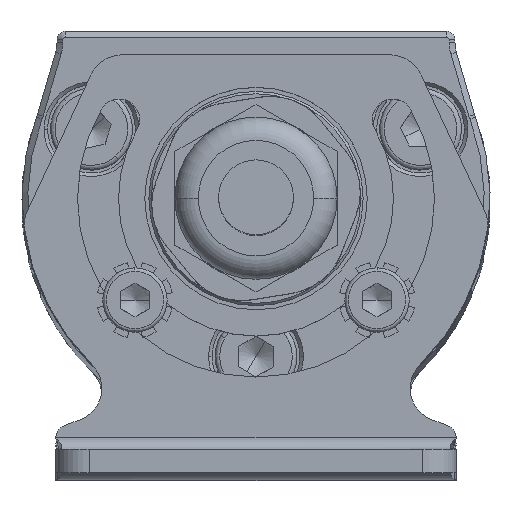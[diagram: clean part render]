
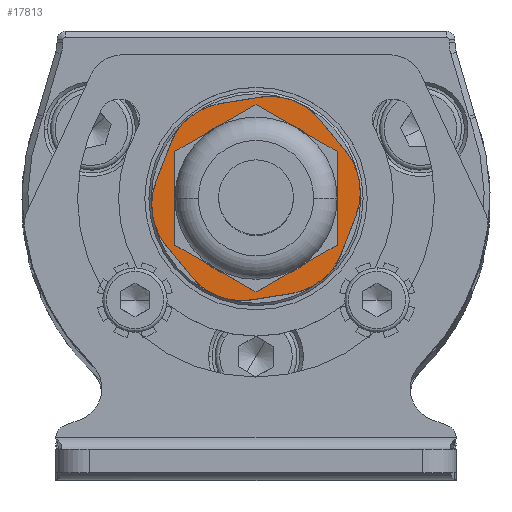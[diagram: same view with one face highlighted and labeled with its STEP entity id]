
A CAD part, top view. The second image highlights one B-rep face of the part: STEP entity #17813.
In plain terms, the highlighted planar face has unit normal (0, 0, 1).
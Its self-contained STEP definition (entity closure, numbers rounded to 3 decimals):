
#35 = AXIS2_PLACEMENT_3D ( 'NONE', #8875, #2757, #15201 ) ;
#287 = CARTESIAN_POINT ( 'NONE',  ( -14.07, 6.13, 69. ) ) ;
#525 = VERTEX_POINT ( 'NONE', #36736 ) ;
#1146 = ORIENTED_EDGE ( 'NONE', *, *, #39650, .F. ) ;
#1445 = DIRECTION ( 'NONE',  ( 0., 0., -1. ) ) ;
#1904 = VERTEX_POINT ( 'NONE', #287 ) ;
#2757 = DIRECTION ( 'NONE',  ( 0., 0., -1. ) ) ;
#2942 = VERTEX_POINT ( 'NONE', #17044 ) ;
#3512 = DIRECTION ( 'NONE',  ( -0.63, 0.776, 0. ) ) ;
#3552 = EDGE_CURVE ( 'NONE', #1904, #30819, #33541, .T. ) ;
#4065 = CARTESIAN_POINT ( 'NONE',  ( -3.338, 2.026, 69. ) ) ;
#4078 = CARTESIAN_POINT ( 'NONE',  ( -7.705, 7.405, 69. ) ) ;
#4258 = PLANE ( 'NONE',  #33198 ) ;
#4807 = AXIS2_PLACEMENT_3D ( 'NONE', #4065, #38236, #10364 ) ;
#5180 = VECTOR ( 'NONE', #19264, 1000. ) ;
#5255 = ORIENTED_EDGE ( 'NONE', *, *, #26015, .F. ) ;
#5564 = ORIENTED_EDGE ( 'NONE', *, *, #24371, .F. ) ;
#5803 = EDGE_CURVE ( 'NONE', #2942, #1904, #37743, .T. ) ;
#5818 = CARTESIAN_POINT ( 'NONE',  ( -10.52, 9.477, 69. ) ) ;
#6251 = CARTESIAN_POINT ( 'NONE',  ( -15.565, 2.221, 69. ) ) ;
#6387 = CIRCLE ( 'NONE', #18742, 5.49 ) ;
#6461 = VECTOR ( 'NONE', #27799, 1000. ) ;
#6565 = CARTESIAN_POINT ( 'NONE',  ( -8.942, 4.169, 69. ) ) ;
#6624 = CARTESIAN_POINT ( 'NONE',  ( -7.13, -7.177, 69. ) ) ;
#7080 = CARTESIAN_POINT ( 'NONE',  ( -3.709, -6.631, 69. ) ) ;
#8254 = CARTESIAN_POINT ( 'NONE',  ( -9.808, 9.591, 69. ) ) ;
#8810 = VERTEX_POINT ( 'NONE', #4078 ) ;
#8875 = CARTESIAN_POINT ( 'NONE',  ( -6.758, 1.48, 69. ) ) ;
#9083 = LINE ( 'NONE', #34701, #5180 ) ;
#9441 = EDGE_CURVE ( 'NONE', #38429, #23091, #36514, .T. ) ;
#9713 = VERTEX_POINT ( 'NONE', #14329 ) ;
#10280 = DIRECTION ( 'NONE',  ( 0., 0., -1. ) ) ;
#10364 = DIRECTION ( 'NONE',  ( 0.987, 0.158, 0. ) ) ;
#10771 = FACE_OUTER_BOUND ( 'NONE', #30637, .T. ) ;
#12597 = AXIS2_PLACEMENT_3D ( 'NONE', #38151, #10280, #22701 ) ;
#12605 = ORIENTED_EDGE ( 'NONE', *, *, #12740, .T. ) ;
#12740 = EDGE_CURVE ( 'NONE', #8810, #525, #17630, .T. ) ;
#13934 = CARTESIAN_POINT ( 'NONE',  ( -14.441, -2.526, 69. ) ) ;
#14047 = FACE_BOUND ( 'NONE', #24532, .T. ) ;
#14329 = CARTESIAN_POINT ( 'NONE',  ( -6.387, 10.137, 69. ) ) ;
#15060 = VERTEX_POINT ( 'NONE', #27708 ) ;
#15074 = VECTOR ( 'NONE', #15202, 1000. ) ;
#15201 = DIRECTION ( 'NONE',  ( -0.158, 0.987, 0. ) ) ;
#15202 = DIRECTION ( 'NONE',  ( 0.987, 0.158, 0. ) ) ;
#15377 = DIRECTION ( 'NONE',  ( 0., 0., -1. ) ) ;
#15597 = ORIENTED_EDGE ( 'NONE', *, *, #23747, .F. ) ;
#16692 = DIRECTION ( 'NONE',  ( 0., 0., 1. ) ) ;
#17044 = CARTESIAN_POINT ( 'NONE',  ( -15.307, 2.895, 69. ) ) ;
#17177 = CIRCLE ( 'NONE', #12597, 6. ) ;
#17630 = CIRCLE ( 'NONE', #35, 6. ) ;
#17632 = DIRECTION ( 'NONE',  ( -0.357, -0.934, 0. ) ) ;
#17813 = ADVANCED_FACE ( 'NONE', ( #14047, #10771 ), #4258, .T. ) ;
#17991 = ORIENTED_EDGE ( 'NONE', *, *, #27984, .F. ) ;
#18030 = DIRECTION ( 'NONE',  ( -0.357, -0.934, 0. ) ) ;
#18164 = DIRECTION ( 'NONE',  ( 0., 0., -1. ) ) ;
#18517 = EDGE_CURVE ( 'NONE', #30819, #9713, #34280, .T. ) ;
#18643 = CARTESIAN_POINT ( 'NONE',  ( -11.803, -5.776, 69. ) ) ;
#18742 = AXIS2_PLACEMENT_3D ( 'NONE', #27315, #18164, #28709 ) ;
#18984 = DIRECTION ( 'NONE',  ( 0., 0., -1. ) ) ;
#19264 = DIRECTION ( 'NONE',  ( -0.987, -0.158, 0. ) ) ;
#19373 = DIRECTION ( 'NONE',  ( 0.63, -0.776, 0. ) ) ;
#19460 = DIRECTION ( 'NONE',  ( 0.357, 0.934, 0. ) ) ;
#19511 = VERTEX_POINT ( 'NONE', #36145 ) ;
#19573 = CARTESIAN_POINT ( 'NONE',  ( -4.575, -1.209, 69. ) ) ;
#20818 = CARTESIAN_POINT ( 'NONE',  ( -5.521, 4.716, 69. ) ) ;
#21286 = CARTESIAN_POINT ( 'NONE',  ( -1.714, 8.736, 69. ) ) ;
#21405 = DIRECTION ( 'NONE',  ( 0.357, 0.934, 0. ) ) ;
#21897 = LINE ( 'NONE', #18643, #6461 ) ;
#22511 = AXIS2_PLACEMENT_3D ( 'NONE', #6565, #18984, #3512 ) ;
#22701 = DIRECTION ( 'NONE',  ( -0.158, 0.987, 0. ) ) ;
#22857 = ORIENTED_EDGE ( 'NONE', *, *, #9441, .F. ) ;
#23091 = VERTEX_POINT ( 'NONE', #28458 ) ;
#23747 = EDGE_CURVE ( 'NONE', #34401, #25312, #36960, .T. ) ;
#23978 = AXIS2_PLACEMENT_3D ( 'NONE', #36498, #15377, #18030 ) ;
#24060 = VERTEX_POINT ( 'NONE', #7080 ) ;
#24371 = EDGE_CURVE ( 'NONE', #24060, #34401, #9083, .T. ) ;
#24532 = EDGE_LOOP ( 'NONE', ( #12605, #37132 ) ) ;
#25312 = VERTEX_POINT ( 'NONE', #30979 ) ;
#25639 = CARTESIAN_POINT ( 'NONE',  ( -6.758, 1.48, 69. ) ) ;
#25832 = ORIENTED_EDGE ( 'NONE', *, *, #18517, .F. ) ;
#26015 = EDGE_CURVE ( 'NONE', #15060, #19511, #30040, .T. ) ;
#26193 = AXIS2_PLACEMENT_3D ( 'NONE', #20818, #33206, #21405 ) ;
#26459 = ORIENTED_EDGE ( 'NONE', *, *, #34814, .F. ) ;
#27315 = CARTESIAN_POINT ( 'NONE',  ( -10.179, 0.934, 69. ) ) ;
#27372 = ORIENTED_EDGE ( 'NONE', *, *, #31449, .F. ) ;
#27506 = CIRCLE ( 'NONE', #26193, 5.49 ) ;
#27536 = VERTEX_POINT ( 'NONE', #13934 ) ;
#27708 = CARTESIAN_POINT ( 'NONE',  ( 1.79, 0.065, 69. ) ) ;
#27764 = EDGE_CURVE ( 'NONE', #19511, #24060, #35078, .T. ) ;
#27799 = DIRECTION ( 'NONE',  ( -0.63, 0.776, 0. ) ) ;
#27984 = EDGE_CURVE ( 'NONE', #25312, #27536, #21897, .T. ) ;
#28458 = CARTESIAN_POINT ( 'NONE',  ( 0.925, 5.487, 69. ) ) ;
#28506 = CARTESIAN_POINT ( 'NONE',  ( -1.259, 8.176, 69. ) ) ;
#28709 = DIRECTION ( 'NONE',  ( -0.987, -0.158, 0. ) ) ;
#29084 = DIRECTION ( 'NONE',  ( 0.158, -0.987, 0. ) ) ;
#29530 = CIRCLE ( 'NONE', #4807, 5.49 ) ;
#30040 = LINE ( 'NONE', #39178, #33236 ) ;
#30637 = EDGE_LOOP ( 'NONE', ( #27372, #25832, #31576, #39831, #1146, #17991, #15597, #5564, #36433, #5255, #26459, #22857 ) ) ;
#30819 = VERTEX_POINT ( 'NONE', #8254 ) ;
#30979 = CARTESIAN_POINT ( 'NONE',  ( -12.258, -5.216, 69. ) ) ;
#31449 = EDGE_CURVE ( 'NONE', #9713, #38429, #27506, .T. ) ;
#31576 = ORIENTED_EDGE ( 'NONE', *, *, #3552, .F. ) ;
#32074 = VECTOR ( 'NONE', #39770, 1000. ) ;
#32098 = EDGE_CURVE ( 'NONE', #525, #8810, #17177, .T. ) ;
#33157 = AXIS2_PLACEMENT_3D ( 'NONE', #19573, #1445, #19373 ) ;
#33198 = AXIS2_PLACEMENT_3D ( 'NONE', #25639, #16692, #29084 ) ;
#33206 = DIRECTION ( 'NONE',  ( 0., 0., -1. ) ) ;
#33236 = VECTOR ( 'NONE', #17632, 1000. ) ;
#33541 = CIRCLE ( 'NONE', #22511, 5.49 ) ;
#34280 = LINE ( 'NONE', #5818, #15074 ) ;
#34401 = VERTEX_POINT ( 'NONE', #6624 ) ;
#34701 = CARTESIAN_POINT ( 'NONE',  ( -2.997, -6.517, 69. ) ) ;
#34814 = EDGE_CURVE ( 'NONE', #23091, #15060, #29530, .T. ) ;
#35078 = CIRCLE ( 'NONE', #33157, 5.49 ) ;
#36145 = CARTESIAN_POINT ( 'NONE',  ( 0.553, -3.17, 69. ) ) ;
#36433 = ORIENTED_EDGE ( 'NONE', *, *, #27764, .F. ) ;
#36498 = CARTESIAN_POINT ( 'NONE',  ( -7.996, -1.755, 69. ) ) ;
#36514 = LINE ( 'NONE', #21286, #32074 ) ;
#36736 = CARTESIAN_POINT ( 'NONE',  ( -5.812, -4.445, 69. ) ) ;
#36960 = CIRCLE ( 'NONE', #23978, 5.49 ) ;
#37132 = ORIENTED_EDGE ( 'NONE', *, *, #32098, .T. ) ;
#37743 = LINE ( 'NONE', #6251, #39429 ) ;
#38151 = CARTESIAN_POINT ( 'NONE',  ( -6.758, 1.48, 69. ) ) ;
#38236 = DIRECTION ( 'NONE',  ( 0., 0., -1. ) ) ;
#38429 = VERTEX_POINT ( 'NONE', #28506 ) ;
#39178 = CARTESIAN_POINT ( 'NONE',  ( 2.048, 0.739, 69. ) ) ;
#39429 = VECTOR ( 'NONE', #19460, 1000. ) ;
#39650 = EDGE_CURVE ( 'NONE', #27536, #2942, #6387, .T. ) ;
#39770 = DIRECTION ( 'NONE',  ( 0.63, -0.776, 0. ) ) ;
#39831 = ORIENTED_EDGE ( 'NONE', *, *, #5803, .F. ) ;
